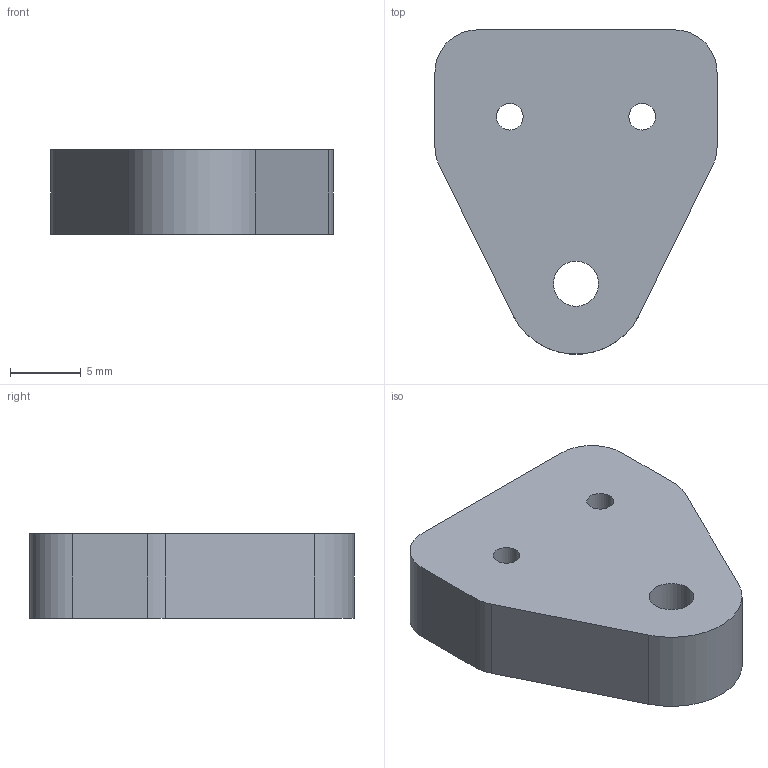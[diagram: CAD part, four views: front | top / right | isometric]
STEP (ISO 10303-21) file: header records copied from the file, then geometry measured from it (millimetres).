
FILE_DESCRIPTION(('FreeCAD Model'),'2;1');
FILE_NAME( 'pitch-limit-switch-bracket.step' ,'2019-10-22T22:32:27',('Author'),(''), 'Open CASCADE STEP processor 7.3','FreeCAD','Unknown');
FILE_SCHEMA(('AUTOMOTIVE_DESIGN { 1 0 10303 214 1 1 1 1 }'));
Length unit declared in the file: millimetre
Products named in the file (1): Fillet004
Bounding box: 20 x 22.98 x 6 mm (x, y, z)
Volume: 1995.1 mm3; surface area: 1272.6 mm2
Topology: 1 solids, 1 shells, 17 faces, 42 edges, 28 vertices
Faces by surface type: cylinder 9, plane 8
Full cylindrical faces by diameter (mm): 1.9 x2, 3.2 x1, 6 x1
Entity records: 1112 total; most frequent: CARTESIAN_POINT 208, DIRECTION 174, LINE 90, VECTOR 90, ORIENTED_EDGE 84, PCURVE 84, DEFINITIONAL_REPRESENTATION 84, EDGE_CURVE 42
